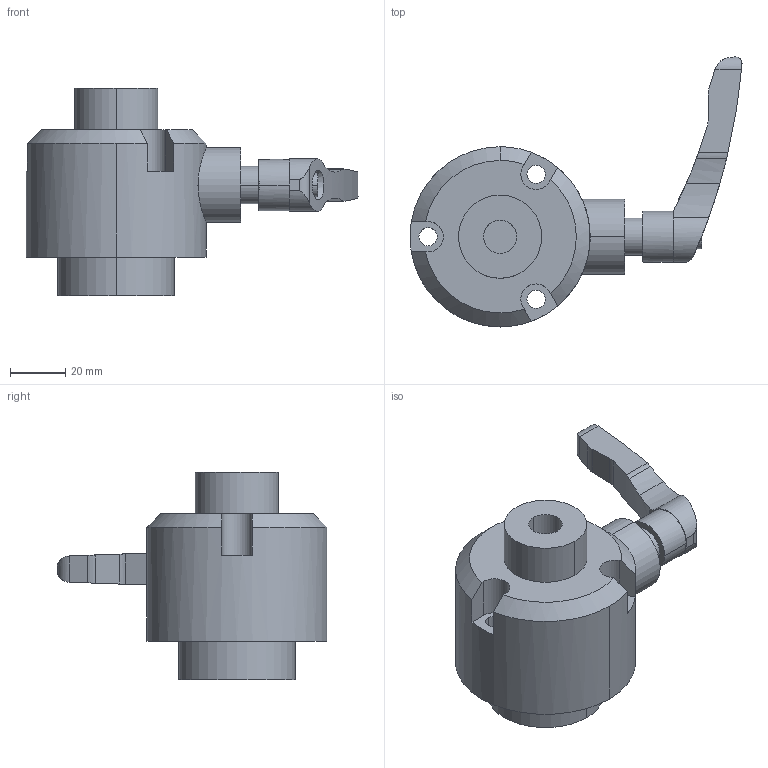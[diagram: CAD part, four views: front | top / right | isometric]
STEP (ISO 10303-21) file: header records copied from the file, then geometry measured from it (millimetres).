
FILE_DESCRIPTION (( 'STEP AP203' ), '1' );
FILE_NAME ('cp701-30063.STEP', '2021-10-25T23:53:32', ( '' ), ( '' ), 'SwSTEP 2.0', 'SolidWorks 2020', '' );
FILE_SCHEMA (( 'CONFIG_CONTROL_DESIGN' ));
Length unit declared in the file: millimetre
Products named in the file (4): cp701-30063_03; cp701-30063_01; cp701-30063; cp701-30063_02
Assembly tree (3 placements, depth 2):
  cp701-30063
    cp701-30063_01
    cp701-30063_02
    cp701-30063_03
Bounding box: 119.78 x 97.39 x 75 mm (x, y, z)
Volume: 172162.3 mm3; surface area: 39867.4 mm2
Topology: 3 solids, 3 shells, 86 faces, 214 edges, 141 vertices
Faces by surface type: cylinder 50, plane 30, cone 6
Entity records: 3358 total; most frequent: CARTESIAN_POINT 906, DIRECTION 430, ORIENTED_EDGE 428, EDGE_CURVE 214, AXIS2_PLACEMENT_3D 171, VERTEX_POINT 141, EDGE_LOOP 101, VECTOR 88
